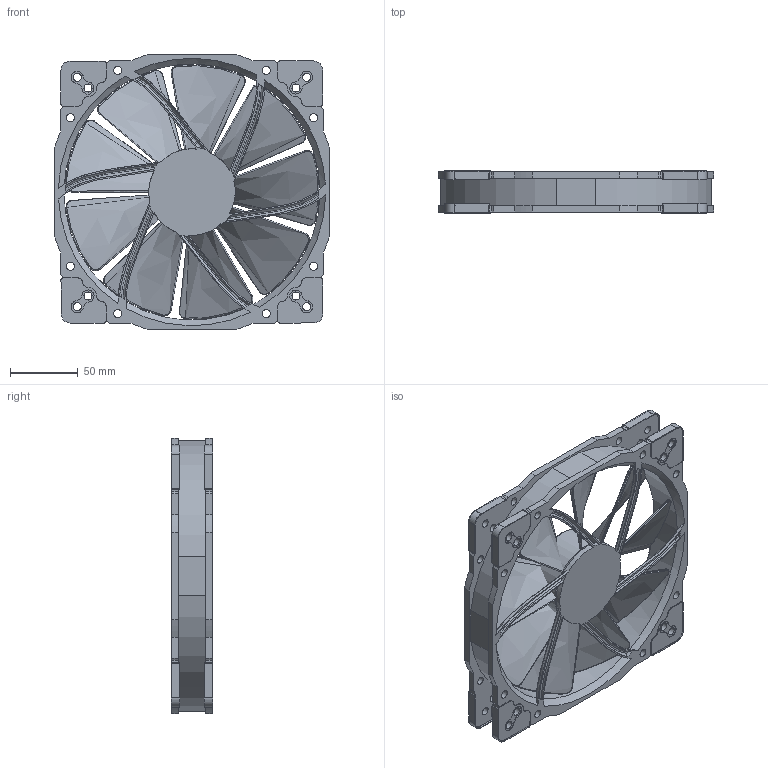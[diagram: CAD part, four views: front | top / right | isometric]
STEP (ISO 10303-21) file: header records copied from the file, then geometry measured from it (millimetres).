
FILE_DESCRIPTION(/* description */ (''),/* implementation_level */ '2;1');
FILE_NAME(/* name */ 'Noctua_NF-A20.step',/* time_stamp */ '2017-11-06T23:03:06+01:00',/* author */ ('witt_mich'),/* organization */ (''),/* preprocessor_version */ 'ST-DEVELOPER v16.13',/* originating_system */ 'Autodesk Translation Framework v6.5.0.72',/* authorisation */ '');
FILE_SCHEMA (('AUTOMOTIVE_DESIGN { 1 0 10303 214 3 1 1 }'));
Length unit declared in the file: millimetre
Products named in the file (2): Noctua_NF-A20; Komponente3
Assembly tree (1 placements, depth 2):
  Noctua_NF-A20
    Komponente3
Bounding box: 204 x 31 x 204 mm (x, y, z)
Volume: 319292.3 mm3; surface area: 176119.2 mm2
Topology: 19 solids, 19 shells, 602 faces, 1594 edges, 1043 vertices
Faces by surface type: bspline 228, cylinder 210, plane 157, cone 6, torus 1
Full cylindrical faces by diameter (mm): 4 x9, 6 x32, 64 x1, 190 x1, 194 x1
Entity records: 29871 total; most frequent: CARTESIAN_POINT 15892, ORIENTED_EDGE 3188, DIRECTION 2383, EDGE_CURVE 1594, VERTEX_POINT 1043, AXIS2_PLACEMENT_3D 943, EDGE_LOOP 707, FACE_OUTER_BOUND 602
